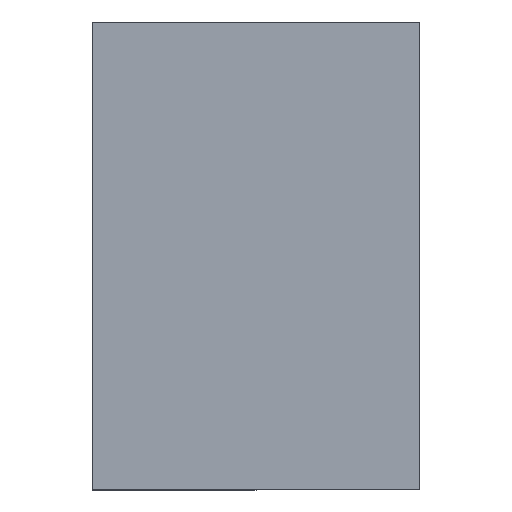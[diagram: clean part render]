
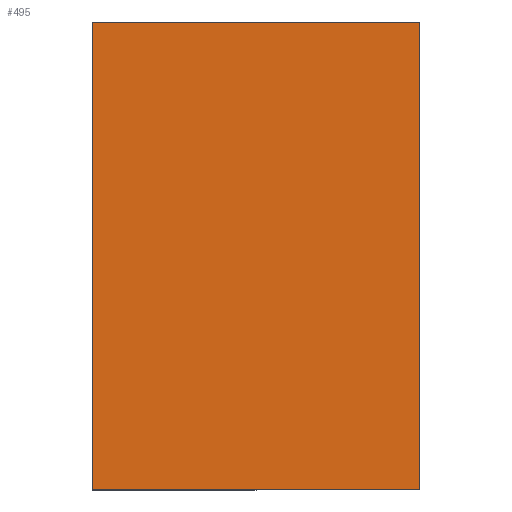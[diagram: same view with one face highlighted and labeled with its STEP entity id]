
A CAD part, left-side view. The second image highlights one B-rep face of the part: STEP entity #495.
In plain terms, the highlighted planar face has unit normal (-1, 0, 0).
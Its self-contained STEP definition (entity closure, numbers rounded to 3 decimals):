
#68 = VECTOR ( 'NONE', #907, 1000. ) ;
#123 = CARTESIAN_POINT ( 'NONE',  ( -0.5, 0., 0.25 ) ) ;
#170 = VERTEX_POINT ( 'NONE', #123 ) ;
#220 = ORIENTED_EDGE ( 'NONE', *, *, #1370, .T. ) ;
#224 = ORIENTED_EDGE ( 'NONE', *, *, #1049, .T. ) ;
#228 = CARTESIAN_POINT ( 'NONE',  ( -0.5, 0.35, 0.25 ) ) ;
#245 = EDGE_CURVE ( 'NONE', #933, #935, #373, .T. ) ;
#345 = ORIENTED_EDGE ( 'NONE', *, *, #418, .F. ) ;
#353 = CARTESIAN_POINT ( 'NONE',  ( -0.5, 0., 0.25 ) ) ;
#357 = LINE ( 'NONE', #228, #1203 ) ;
#373 = LINE ( 'NONE', #721, #68 ) ;
#383 = DIRECTION ( 'NONE',  ( 0., 0., 1. ) ) ;
#384 = AXIS2_PLACEMENT_3D ( 'NONE', #386, #925, #490 ) ;
#386 = CARTESIAN_POINT ( 'NONE',  ( -0.5, 0.35, 0.25 ) ) ;
#418 = EDGE_CURVE ( 'NONE', #933, #170, #357, .T. ) ;
#490 = DIRECTION ( 'NONE',  ( 0., 0., 1. ) ) ;
#495 = ADVANCED_FACE ( 'NONE', ( #1338 ), #604, .T. ) ;
#604 = PLANE ( 'NONE',  #384 ) ;
#609 = DIRECTION ( 'NONE',  ( 0., -1., 0. ) ) ;
#636 = ORIENTED_EDGE ( 'NONE', *, *, #245, .T. ) ;
#651 = EDGE_LOOP ( 'NONE', ( #224, #220, #345, #636 ) ) ;
#693 = DIRECTION ( 'NONE',  ( 0., -1., 0. ) ) ;
#721 = CARTESIAN_POINT ( 'NONE',  ( -0.5, 0.35, 0.25 ) ) ;
#730 = LINE ( 'NONE', #1249, #841 ) ;
#841 = VECTOR ( 'NONE', #609, 1000. ) ;
#890 = CARTESIAN_POINT ( 'NONE',  ( -0.5, 0., -0.25 ) ) ;
#907 = DIRECTION ( 'NONE',  ( 0., 0., -1. ) ) ;
#925 = DIRECTION ( 'NONE',  ( -1., 0., 0. ) ) ;
#933 = VERTEX_POINT ( 'NONE', #1115 ) ;
#935 = VERTEX_POINT ( 'NONE', #1102 ) ;
#1049 = EDGE_CURVE ( 'NONE', #935, #1349, #730, .T. ) ;
#1102 = CARTESIAN_POINT ( 'NONE',  ( -0.5, 0.35, -0.25 ) ) ;
#1115 = CARTESIAN_POINT ( 'NONE',  ( -0.5, 0.35, 0.25 ) ) ;
#1203 = VECTOR ( 'NONE', #693, 1000. ) ;
#1249 = CARTESIAN_POINT ( 'NONE',  ( -0.5, 0.35, -0.25 ) ) ;
#1273 = VECTOR ( 'NONE', #383, 1000. ) ;
#1306 = LINE ( 'NONE', #353, #1273 ) ;
#1338 = FACE_OUTER_BOUND ( 'NONE', #651, .T. ) ;
#1349 = VERTEX_POINT ( 'NONE', #890 ) ;
#1370 = EDGE_CURVE ( 'NONE', #1349, #170, #1306, .T. ) ;
